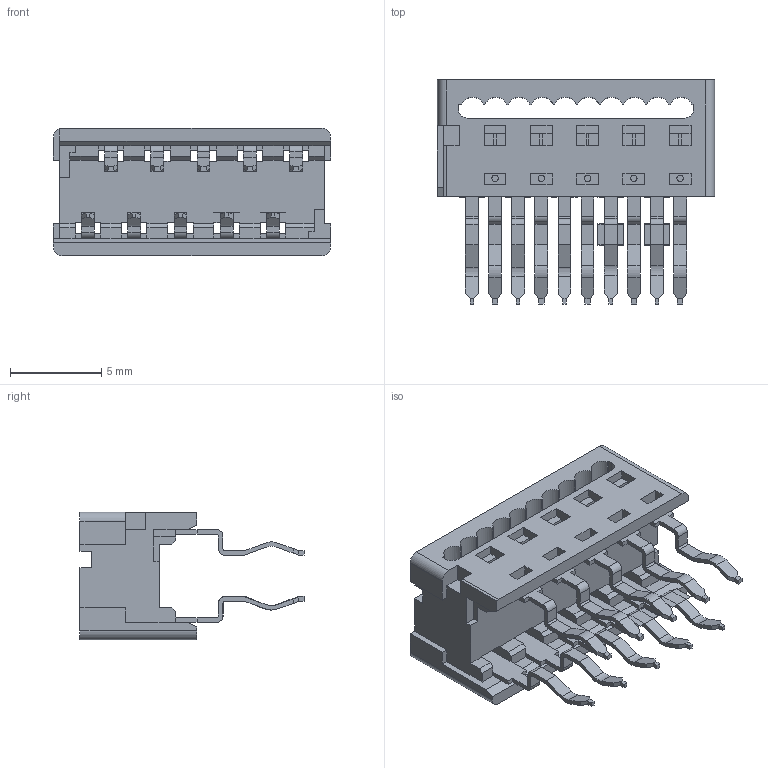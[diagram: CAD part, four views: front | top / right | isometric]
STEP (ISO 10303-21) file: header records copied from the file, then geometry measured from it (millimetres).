
FILE_DESCRIPTION((''),'2;1');
FILE_NAME('915771310','2008-03-17T',('PNB'),(''),'PRO/ENGINEER BY PARAMETRIC TECHNOLOGY CORPORATION, 2003451','PRO/ENGINEER BY PARAMETRIC TECHNOLOGY CORPORATION, 2003451','');
FILE_SCHEMA(('CONFIG_CONTROL_DESIGN'));
Length unit declared in the file: millimetre
Products named in the file (1): 915771310
Bounding box: 15.21 x 12.3 x 7 mm (x, y, z)
Volume: 383.2 mm3; surface area: 1076.3 mm2
Topology: 1 solids, 1 shells, 724 faces, 2094 edges, 1386 vertices
Faces by surface type: plane 596, cylinder 128
Entity records: 23561 total; most frequent: CARTESIAN_POINT 4165, ORIENTED_EDGE 4128, DIRECTION 3846, EDGE_CURVE 2064, VECTOR 1792, LINE 1792, VERTEX_POINT 1346, AXIS2_PLACEMENT_3D 1027
